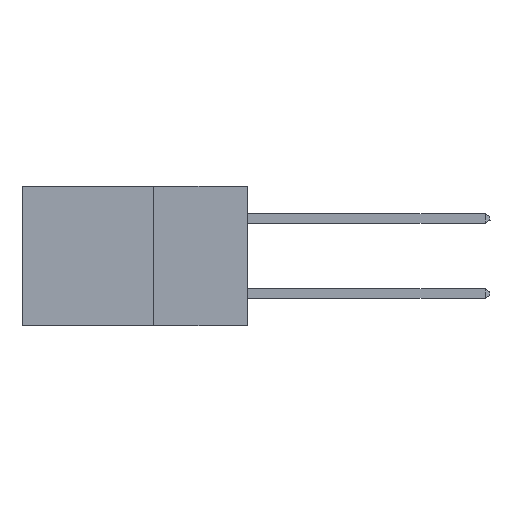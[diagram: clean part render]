
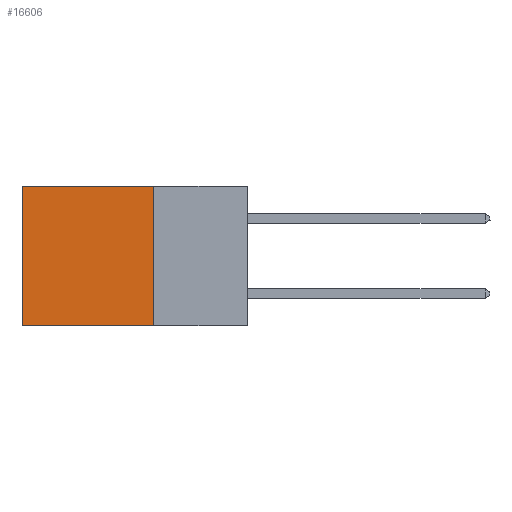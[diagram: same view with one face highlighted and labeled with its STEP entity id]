
A CAD part, left-side view. The second image highlights one B-rep face of the part: STEP entity #16606.
In plain terms, the highlighted planar face has unit normal (-1, 0, 0).
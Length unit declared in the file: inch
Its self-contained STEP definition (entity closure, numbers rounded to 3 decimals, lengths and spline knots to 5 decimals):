
#1227 = EDGE_CURVE ( 'NONE', #15741, #18764, #26574, .T. ) ;
#2476 = VERTEX_POINT ( 'NONE', #13444 ) ;
#2645 = CARTESIAN_POINT ( 'NONE',  ( 0.298, 0.6, -0.37 ) ) ;
#3476 = LINE ( 'NONE', #8865, #29076 ) ;
#3479 = ORIENTED_EDGE ( 'NONE', *, *, #32437, .T. ) ;
#7115 = EDGE_CURVE ( 'NONE', #2476, #28714, #30661, .T. ) ;
#8865 = CARTESIAN_POINT ( 'NONE',  ( 0.298, 0.25, 0. ) ) ;
#9854 = VECTOR ( 'NONE', #15808, 39.37008 ) ;
#9864 = ORIENTED_EDGE ( 'NONE', *, *, #1227, .F. ) ;
#11517 = DIRECTION ( 'NONE',  ( 0., 0., -1. ) ) ;
#11740 = VECTOR ( 'NONE', #25826, 39.37008 ) ;
#12099 = DIRECTION ( 'NONE',  ( 0., 1., 0. ) ) ;
#12457 = PLANE ( 'NONE',  #21838 ) ;
#13444 = CARTESIAN_POINT ( 'NONE',  ( 0.298, 0.6, 0. ) ) ;
#15741 = VERTEX_POINT ( 'NONE', #18919 ) ;
#15808 = DIRECTION ( 'NONE',  ( 0., 1., 0. ) ) ;
#16012 = ORIENTED_EDGE ( 'NONE', *, *, #7115, .T. ) ;
#16606 = ADVANCED_FACE ( 'NONE', ( #17960 ), #12457, .F. ) ;
#16990 = CARTESIAN_POINT ( 'NONE',  ( 0.298, 0.25, 0. ) ) ;
#17167 = DIRECTION ( 'NONE',  ( 0., 0., -1. ) ) ;
#17960 = FACE_OUTER_BOUND ( 'NONE', #24626, .T. ) ;
#18764 = VERTEX_POINT ( 'NONE', #24231 ) ;
#18919 = CARTESIAN_POINT ( 'NONE',  ( 0.298, 0.25, 0. ) ) ;
#19434 = VECTOR ( 'NONE', #11517, 39.37008 ) ;
#20750 = CARTESIAN_POINT ( 'NONE',  ( 0.298, 0.6, 0. ) ) ;
#21838 = AXIS2_PLACEMENT_3D ( 'NONE', #22336, #24562, #17167 ) ;
#22336 = CARTESIAN_POINT ( 'NONE',  ( 0.298, 0.25, 0. ) ) ;
#24231 = CARTESIAN_POINT ( 'NONE',  ( 0.298, 0.25, -0.37 ) ) ;
#24562 = DIRECTION ( 'NONE',  ( 1., 0., 0. ) ) ;
#24626 = EDGE_LOOP ( 'NONE', ( #16012, #24654, #9864, #3479 ) ) ;
#24654 = ORIENTED_EDGE ( 'NONE', *, *, #25616, .F. ) ;
#25616 = EDGE_CURVE ( 'NONE', #18764, #28714, #28365, .T. ) ;
#25826 = DIRECTION ( 'NONE',  ( 0., 0., -1. ) ) ;
#26574 = LINE ( 'NONE', #16990, #19434 ) ;
#28365 = LINE ( 'NONE', #32480, #9854 ) ;
#28714 = VERTEX_POINT ( 'NONE', #2645 ) ;
#29076 = VECTOR ( 'NONE', #12099, 39.37008 ) ;
#30661 = LINE ( 'NONE', #20750, #11740 ) ;
#32437 = EDGE_CURVE ( 'NONE', #15741, #2476, #3476, .T. ) ;
#32480 = CARTESIAN_POINT ( 'NONE',  ( 0.298, 0.25, -0.37 ) ) ;
